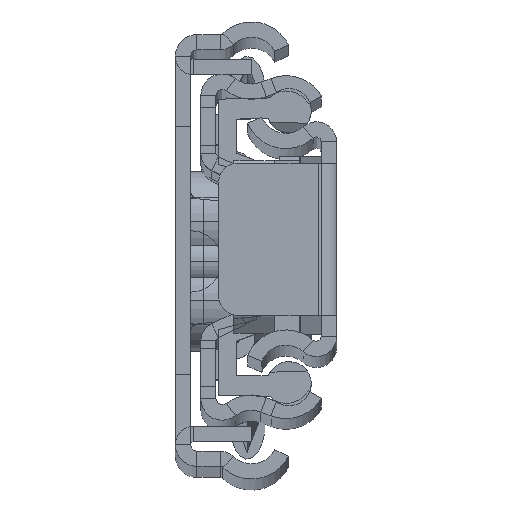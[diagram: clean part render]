
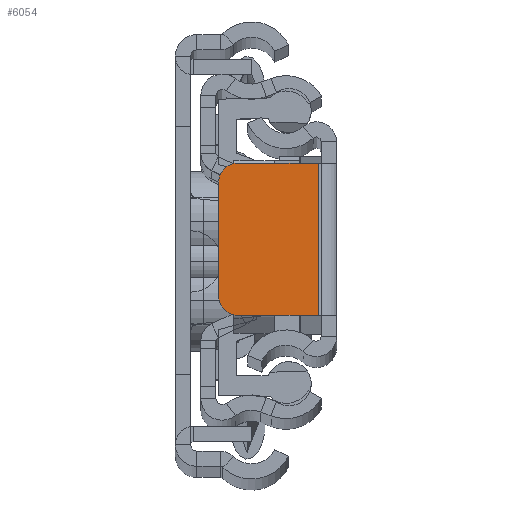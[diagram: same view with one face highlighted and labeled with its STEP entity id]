
A CAD part, top view. The second image highlights one B-rep face of the part: STEP entity #6054.
In plain terms, the highlighted planar face has unit normal (0, 0, 1).
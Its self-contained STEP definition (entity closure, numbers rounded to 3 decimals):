
#352 = CARTESIAN_POINT ( 'NONE',  ( 0., -6., 0. ) ) ;
#433 = CIRCLE ( 'NONE', #16827, 1.5 ) ;
#452 = VECTOR ( 'NONE', #16768, 1000. ) ;
#815 = DIRECTION ( 'NONE',  ( 0., 0., -1. ) ) ;
#1611 = CARTESIAN_POINT ( 'NONE',  ( -1.45, 6., 0. ) ) ;
#1864 = AXIS2_PLACEMENT_3D ( 'NONE', #8724, #15330, #20691 ) ;
#2407 = VERTEX_POINT ( 'NONE', #1611 ) ;
#3150 = LINE ( 'NONE', #9941, #452 ) ;
#3165 = VERTEX_POINT ( 'NONE', #19984 ) ;
#4759 = CARTESIAN_POINT ( 'NONE',  ( -9.3, 0., 0. ) ) ;
#4844 = CARTESIAN_POINT ( 'NONE',  ( -9.3, -4.5, 0. ) ) ;
#5499 = ORIENTED_EDGE ( 'NONE', *, *, #17617, .T. ) ;
#5943 = CARTESIAN_POINT ( 'NONE',  ( 0., 0., 0. ) ) ;
#6054 = ADVANCED_FACE ( 'NONE', ( #16097 ), #14403, .F. ) ;
#6142 = EDGE_CURVE ( 'NONE', #2407, #15781, #8050, .T. ) ;
#7119 = DIRECTION ( 'NONE',  ( 1., 0., 0. ) ) ;
#7524 = DIRECTION ( 'NONE',  ( -1., 0., 0. ) ) ;
#8050 = LINE ( 'NONE', #9828, #9129 ) ;
#8724 = CARTESIAN_POINT ( 'NONE',  ( -7.8, 4.5, 0. ) ) ;
#9129 = VECTOR ( 'NONE', #13071, 1000. ) ;
#9202 = CARTESIAN_POINT ( 'NONE',  ( -7.8, -4.5, 0. ) ) ;
#9313 = ORIENTED_EDGE ( 'NONE', *, *, #15764, .T. ) ;
#9828 = CARTESIAN_POINT ( 'NONE',  ( 0., 6., 0. ) ) ;
#9941 = CARTESIAN_POINT ( 'NONE',  ( -1.45, -6., 0. ) ) ;
#10652 = DIRECTION ( 'NONE',  ( 0., 0., 1. ) ) ;
#11508 = CIRCLE ( 'NONE', #1864, 1.5 ) ;
#11547 = DIRECTION ( 'NONE',  ( 0., -1., 0. ) ) ;
#13057 = AXIS2_PLACEMENT_3D ( 'NONE', #5943, #815, #21255 ) ;
#13071 = DIRECTION ( 'NONE',  ( -1., 0., 0. ) ) ;
#13127 = VERTEX_POINT ( 'NONE', #15073 ) ;
#13248 = EDGE_CURVE ( 'NONE', #13127, #3165, #20656, .T. ) ;
#14403 = PLANE ( 'NONE',  #13057 ) ;
#14494 = VERTEX_POINT ( 'NONE', #4844 ) ;
#15073 = CARTESIAN_POINT ( 'NONE',  ( -7.8, -6., 0. ) ) ;
#15323 = EDGE_CURVE ( 'NONE', #17166, #14494, #21749, .T. ) ;
#15330 = DIRECTION ( 'NONE',  ( 0., 0., 1. ) ) ;
#15513 = CARTESIAN_POINT ( 'NONE',  ( -9.3, 4.5, 0. ) ) ;
#15612 = ORIENTED_EDGE ( 'NONE', *, *, #13248, .T. ) ;
#15764 = EDGE_CURVE ( 'NONE', #15781, #17166, #11508, .T. ) ;
#15781 = VERTEX_POINT ( 'NONE', #17022 ) ;
#15800 = VECTOR ( 'NONE', #11547, 1000. ) ;
#16097 = FACE_OUTER_BOUND ( 'NONE', #21885, .T. ) ;
#16098 = EDGE_CURVE ( 'NONE', #2407, #3165, #3150, .T. ) ;
#16557 = VECTOR ( 'NONE', #7119, 1000. ) ;
#16768 = DIRECTION ( 'NONE',  ( 0., -1., 0. ) ) ;
#16827 = AXIS2_PLACEMENT_3D ( 'NONE', #9202, #10652, #7524 ) ;
#17022 = CARTESIAN_POINT ( 'NONE',  ( -7.8, 6., 0. ) ) ;
#17166 = VERTEX_POINT ( 'NONE', #15513 ) ;
#17617 = EDGE_CURVE ( 'NONE', #14494, #13127, #433, .T. ) ;
#18551 = ORIENTED_EDGE ( 'NONE', *, *, #6142, .T. ) ;
#19984 = CARTESIAN_POINT ( 'NONE',  ( -1.45, -6., 0. ) ) ;
#20026 = ORIENTED_EDGE ( 'NONE', *, *, #15323, .T. ) ;
#20656 = LINE ( 'NONE', #352, #16557 ) ;
#20691 = DIRECTION ( 'NONE',  ( -1., 0., 0. ) ) ;
#21255 = DIRECTION ( 'NONE',  ( -1., 0., 0. ) ) ;
#21749 = LINE ( 'NONE', #4759, #15800 ) ;
#21885 = EDGE_LOOP ( 'NONE', ( #20026, #5499, #15612, #21965, #18551, #9313 ) ) ;
#21965 = ORIENTED_EDGE ( 'NONE', *, *, #16098, .F. ) ;
